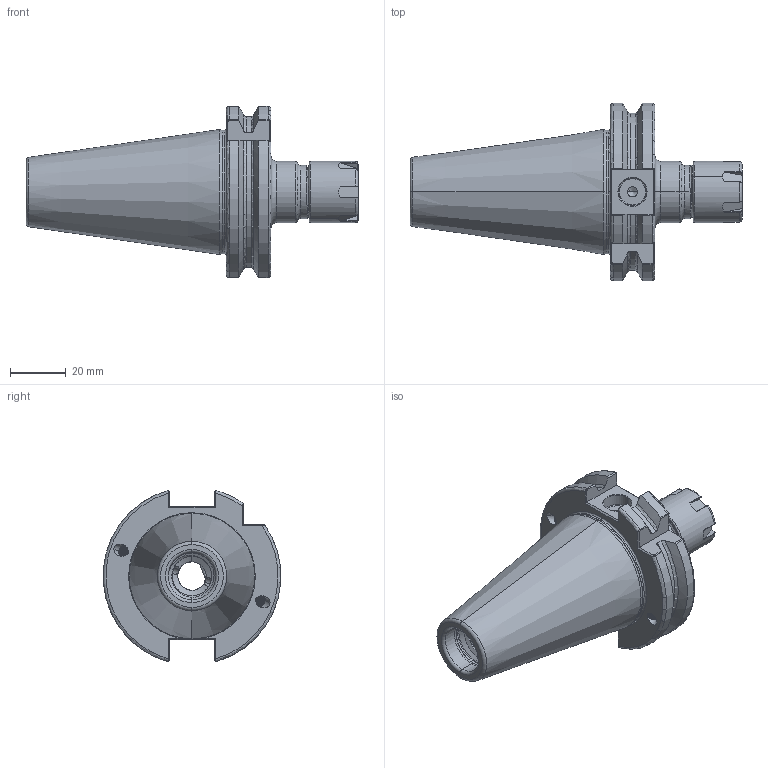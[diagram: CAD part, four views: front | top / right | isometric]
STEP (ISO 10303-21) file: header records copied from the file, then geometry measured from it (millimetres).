
FILE_DESCRIPTION (( 'STEP AP203' ), '1' );
FILE_NAME ('403.02.07.10.STEP', '2016-07-16T02:52:01', ( '' ), ( '' ), 'SwSTEP 2.0', 'SolidWorks 2012', '' );
FILE_SCHEMA (( 'CONFIG_CONTROL_DESIGN' ));
Length unit declared in the file: millimetre
Products named in the file (3): 2-01.300.0160180D4_ER16螺帽(M型); 403.02.07.10
Assembly tree (2 placements, depth 2):
  403.02.07.10
    403.02.07.10
    2-01.300.0160180D4_ER16螺帽(M型)
Bounding box: 118.6 x 63.34 x 61.24 mm (x, y, z)
Volume: 106219.9 mm3; surface area: 29424.2 mm2
Topology: 2 solids, 2 shells, 442 faces, 1197 edges, 746 vertices
Faces by surface type: cylinder 195, plane 101, torus 59, bspline 45, cone 42
Entity records: 27384 total; most frequent: CARTESIAN_POINT 17425, ORIENTED_EDGE 2362, DIRECTION 1674, EDGE_CURVE 1181, VERTEX_POINT 746, AXIS2_PLACEMENT_3D 638, EDGE_LOOP 457, ADVANCED_FACE 442
